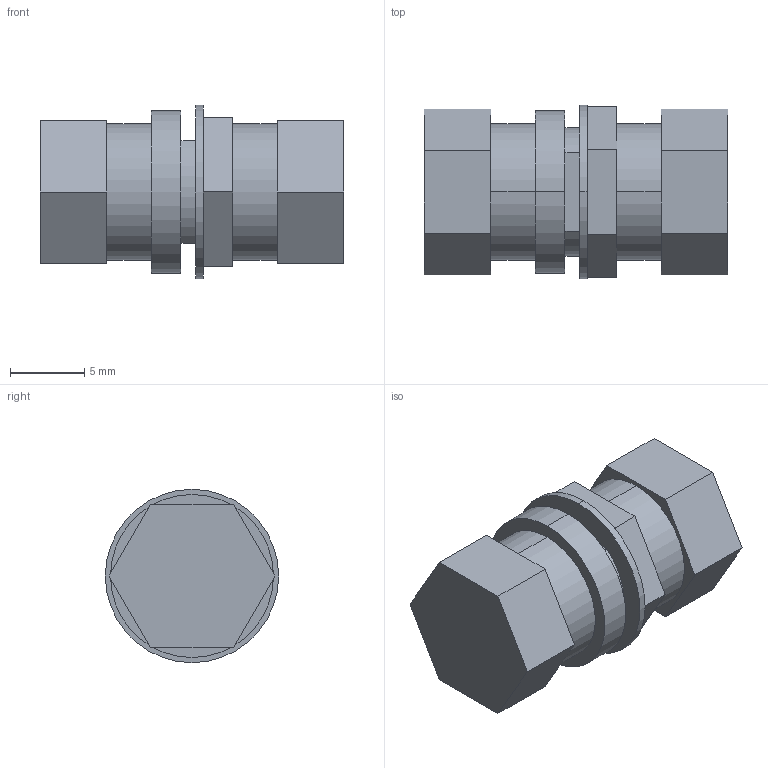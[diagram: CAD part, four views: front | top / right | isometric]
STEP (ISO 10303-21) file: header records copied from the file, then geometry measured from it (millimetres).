
FILE_DESCRIPTION (( 'STEP AP203' ), '1' );
FILE_NAME ('FC1-FCUFCU1C-SM ITK Ïðîõîäíîé àäàïòåð FC-FC, (SM_MM), UPC, (Simplex).STEP', '2017-09-13T09:03:05', ( '' ), ( '' ), 'SwSTEP 2.0', 'SolidWorks 2014', '' );
FILE_SCHEMA (( 'CONFIG_CONTROL_DESIGN' ));
Length unit declared in the file: millimetre
Products named in the file (2): FC1-FCUFCU1C-SM ITK Ïðîõîäíîé àäàïòåð FC-FC, (SM_MM), UPC, (Simplex)
Bounding box: 20.5 x 11.7 x 11.7 mm (x, y, z)
Volume: 1297 mm3; surface area: 2855.5 mm2
Topology: 8 solids, 8 shells, 103 faces, 235 edges, 156 vertices
Faces by surface type: plane 54, cylinder 49
Entity records: 3131 total; most frequent: CARTESIAN_POINT 548, DIRECTION 532, ORIENTED_EDGE 470, EDGE_CURVE 235, AXIS2_PLACEMENT_3D 198, VERTEX_POINT 156, VECTOR 136, LINE 136
